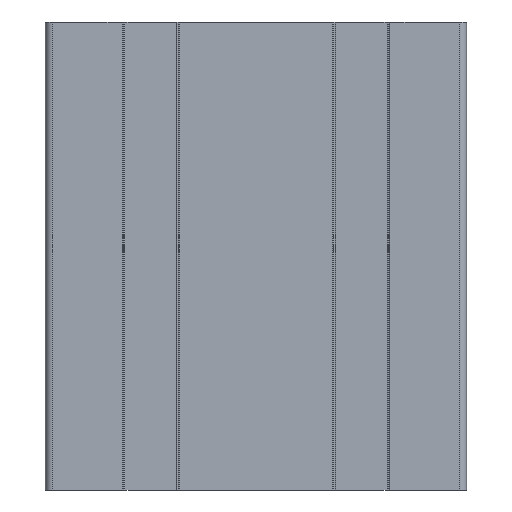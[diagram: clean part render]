
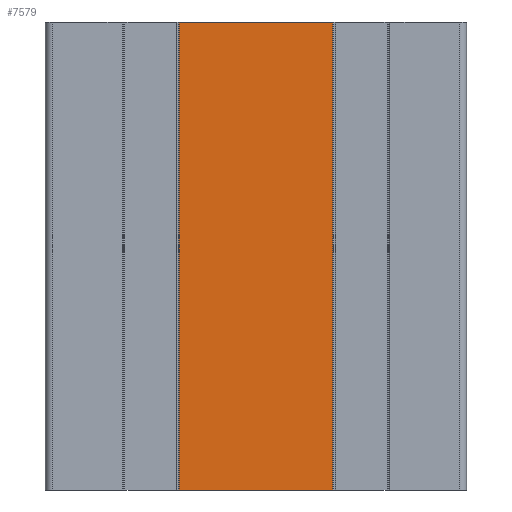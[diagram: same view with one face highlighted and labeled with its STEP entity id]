
A CAD part, left-side view. The second image highlights one B-rep face of the part: STEP entity #7579.
In plain terms, the highlighted planar face has unit normal (-1, 0, 0).
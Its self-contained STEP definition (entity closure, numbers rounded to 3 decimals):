
#266 = DIRECTION ( 'NONE',  ( 0., 0., -1. ) ) ;
#686 = EDGE_CURVE ( 'NONE', #4108, #10077, #12435, .T. ) ;
#1235 = ORIENTED_EDGE ( 'NONE', *, *, #5320, .F. ) ;
#1539 = ORIENTED_EDGE ( 'NONE', *, *, #4431, .T. ) ;
#2225 = ORIENTED_EDGE ( 'NONE', *, *, #686, .F. ) ;
#2636 = CARTESIAN_POINT ( 'NONE',  ( 1012.834, 1059.53, 0. ) ) ;
#2807 = CARTESIAN_POINT ( 'NONE',  ( 1012.834, 1059.53, 0. ) ) ;
#3107 = PLANE ( 'NONE',  #6941 ) ;
#3207 = CARTESIAN_POINT ( 'NONE',  ( 1012.834, 1059.53, 100. ) ) ;
#3429 = CARTESIAN_POINT ( 'NONE',  ( 1012.834, 1026.73, 0. ) ) ;
#3582 = CARTESIAN_POINT ( 'NONE',  ( 1012.834, 1059.53, 100. ) ) ;
#4108 = VERTEX_POINT ( 'NONE', #7409 ) ;
#4249 = DIRECTION ( 'NONE',  ( 1., 0., 0. ) ) ;
#4431 = EDGE_CURVE ( 'NONE', #11369, #10077, #5410, .T. ) ;
#4746 = DIRECTION ( 'NONE',  ( 0., 0., -1. ) ) ;
#5320 = EDGE_CURVE ( 'NONE', #14044, #4108, #10870, .T. ) ;
#5410 = LINE ( 'NONE', #2636, #11254 ) ;
#6718 = CARTESIAN_POINT ( 'NONE',  ( 1012.834, 1059.53, 100. ) ) ;
#6941 = AXIS2_PLACEMENT_3D ( 'NONE', #10813, #4249, #11922 ) ;
#7409 = CARTESIAN_POINT ( 'NONE',  ( 1012.834, 1026.73, 100. ) ) ;
#7579 = ADVANCED_FACE ( 'NONE', ( #9433 ), #3107, .F. ) ;
#7945 = VECTOR ( 'NONE', #9979, 1000. ) ;
#9433 = FACE_OUTER_BOUND ( 'NONE', #12325, .T. ) ;
#9476 = VECTOR ( 'NONE', #4746, 1000. ) ;
#9625 = VECTOR ( 'NONE', #266, 1000. ) ;
#9626 = EDGE_CURVE ( 'NONE', #14044, #11369, #12237, .T. ) ;
#9979 = DIRECTION ( 'NONE',  ( 0., -1., 0. ) ) ;
#10077 = VERTEX_POINT ( 'NONE', #3429 ) ;
#10813 = CARTESIAN_POINT ( 'NONE',  ( 1012.834, 1059.53, 100. ) ) ;
#10870 = LINE ( 'NONE', #6718, #7945 ) ;
#11254 = VECTOR ( 'NONE', #13598, 1000. ) ;
#11369 = VERTEX_POINT ( 'NONE', #2807 ) ;
#11668 = ORIENTED_EDGE ( 'NONE', *, *, #9626, .T. ) ;
#11922 = DIRECTION ( 'NONE',  ( 0., 1., 0. ) ) ;
#12237 = LINE ( 'NONE', #3582, #9625 ) ;
#12318 = CARTESIAN_POINT ( 'NONE',  ( 1012.834, 1026.73, 100. ) ) ;
#12325 = EDGE_LOOP ( 'NONE', ( #1539, #2225, #1235, #11668 ) ) ;
#12435 = LINE ( 'NONE', #12318, #9476 ) ;
#13598 = DIRECTION ( 'NONE',  ( 0., -1., 0. ) ) ;
#14044 = VERTEX_POINT ( 'NONE', #3207 ) ;
